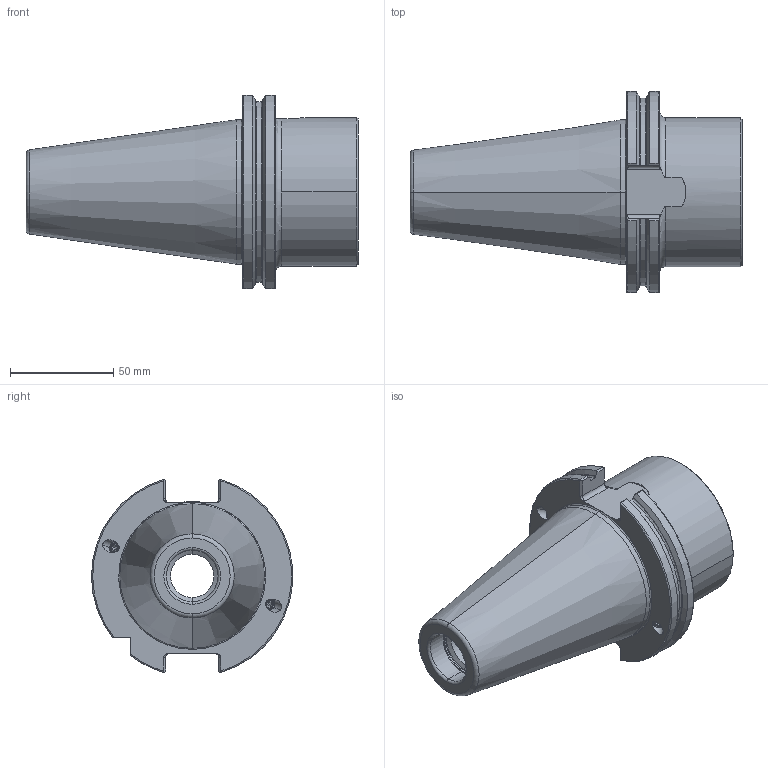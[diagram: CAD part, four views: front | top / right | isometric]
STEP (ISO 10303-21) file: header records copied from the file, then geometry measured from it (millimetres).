
FILE_DESCRIPTION (( 'STEP AP203' ), '1' );
FILE_NAME ('100.515.721C.STEP', '2018-03-12T12:30:11', ( 'SWIAdmin' ), ( 'Hewlett-Packard Company' ), 'SwSTEP 2.0', 'SolidWorks 2017', '' );
FILE_SCHEMA (( 'CONFIG_CONTROL_DESIGN' ));
Length unit declared in the file: millimetre
Products named in the file (3): 100.515.721C; SB5-CA7.K01.059_A_mit Bundk”lung; ISO 4026 - M5 x 5
Assembly tree (5 placements, depth 2):
  100.515.721C
    SB5-CA7.K01.059_A_mit Bundk”lung
    ISO 4026 - M5 x 5  x4
Bounding box: 160.6 x 97.28 x 93.51 mm (x, y, z)
Volume: 410231.2 mm3; surface area: 59481.8 mm2
Topology: 5 solids, 5 shells, 217 faces, 537 edges, 328 vertices
Faces by surface type: plane 70, cylinder 66, cone 52, torus 29
Entity records: 5916 total; most frequent: CARTESIAN_POINT 1489, ORIENTED_EDGE 874, DIRECTION 849, EDGE_CURVE 437, AXIS2_PLACEMENT_3D 334, VERTEX_POINT 268, EDGE_LOOP 181, LINE 181
